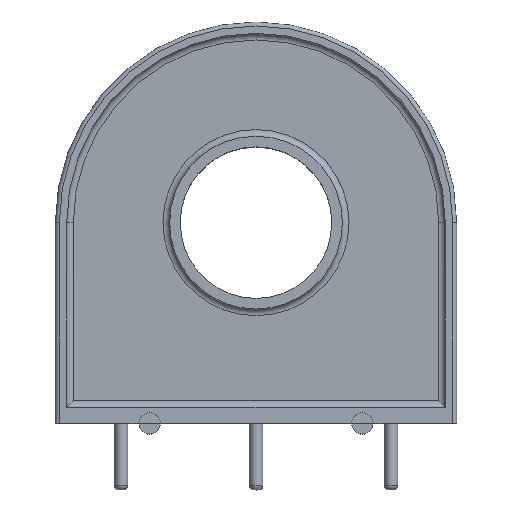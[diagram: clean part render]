
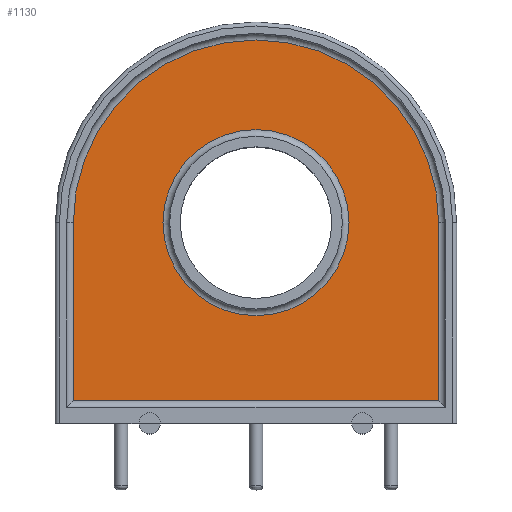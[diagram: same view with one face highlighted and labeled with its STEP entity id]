
A CAD part, top view. The second image highlights one B-rep face of the part: STEP entity #1130.
In plain terms, the highlighted planar face has unit normal (0, 0, 1).
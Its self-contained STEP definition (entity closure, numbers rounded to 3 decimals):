
#939 = VERTEX_POINT('',#940);
#940 = CARTESIAN_POINT('',(13.75,15.1,13.3));
#949 = VERTEX_POINT('',#950);
#950 = CARTESIAN_POINT('',(-13.75,15.1,13.3));
#957 = EDGE_CURVE('',#939,#949,#958,.T.);
#958 = CIRCLE('',#959,13.75);
#959 = AXIS2_PLACEMENT_3D('',#960,#961,#962);
#960 = CARTESIAN_POINT('',(0.,15.1,13.3));
#961 = DIRECTION('',(0.,0.,1.));
#962 = DIRECTION('',(1.,0.,0.));
#973 = EDGE_CURVE('',#949,#974,#976,.T.);
#974 = VERTEX_POINT('',#975);
#975 = CARTESIAN_POINT('',(-13.75,1.7,13.3));
#976 = LINE('',#977,#978);
#977 = CARTESIAN_POINT('',(-13.75,15.1,13.3));
#978 = VECTOR('',#979,1.);
#979 = DIRECTION('',(0.,-1.,0.));
#998 = EDGE_CURVE('',#974,#999,#1001,.T.);
#999 = VERTEX_POINT('',#1000);
#1000 = CARTESIAN_POINT('',(13.75,1.7,13.3));
#1001 = LINE('',#1002,#1003);
#1002 = CARTESIAN_POINT('',(-14.25,1.7,13.3));
#1003 = VECTOR('',#1004,1.);
#1004 = DIRECTION('',(1.,0.,0.));
#1023 = EDGE_CURVE('',#999,#939,#1024,.T.);
#1024 = LINE('',#1025,#1026);
#1025 = CARTESIAN_POINT('',(13.75,1.2,13.3));
#1026 = VECTOR('',#1027,1.);
#1027 = DIRECTION('',(0.,1.,0.));
#1130 = ADVANCED_FACE('',(#1131,#1137),#1148,.T.);
#1131 = FACE_BOUND('',#1132,.T.);
#1132 = EDGE_LOOP('',(#1133,#1134,#1135,#1136));
#1133 = ORIENTED_EDGE('',*,*,#1023,.T.);
#1134 = ORIENTED_EDGE('',*,*,#957,.T.);
#1135 = ORIENTED_EDGE('',*,*,#973,.T.);
#1136 = ORIENTED_EDGE('',*,*,#998,.T.);
#1137 = FACE_BOUND('',#1138,.T.);
#1138 = EDGE_LOOP('',(#1139));
#1139 = ORIENTED_EDGE('',*,*,#1140,.F.);
#1140 = EDGE_CURVE('',#1141,#1141,#1143,.T.);
#1141 = VERTEX_POINT('',#1142);
#1142 = CARTESIAN_POINT('',(7.,15.1,13.3));
#1143 = CIRCLE('',#1144,7.);
#1144 = AXIS2_PLACEMENT_3D('',#1145,#1146,#1147);
#1145 = CARTESIAN_POINT('',(0.,15.1,13.3));
#1146 = DIRECTION('',(0.,0.,1.));
#1147 = DIRECTION('',(1.,0.,0.));
#1148 = PLANE('',#1149);
#1149 = AXIS2_PLACEMENT_3D('',#1150,#1151,#1152);
#1150 = CARTESIAN_POINT('',(0.,13.311,13.3));
#1151 = DIRECTION('',(0.,0.,1.));
#1152 = DIRECTION('',(1.,0.,0.));
